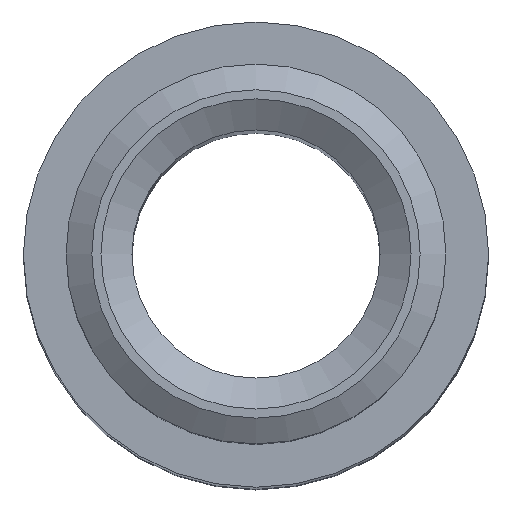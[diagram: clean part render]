
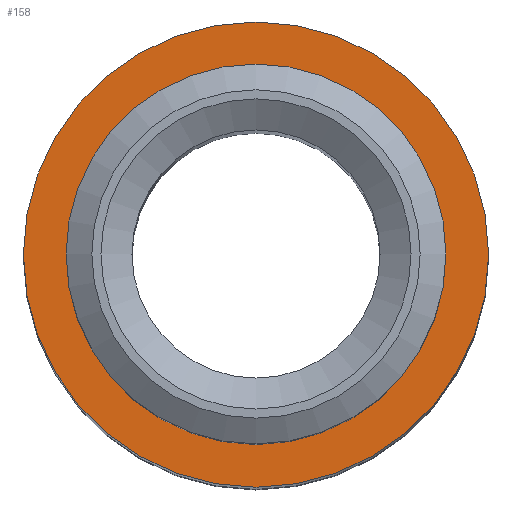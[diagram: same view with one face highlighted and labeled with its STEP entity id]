
A CAD part, top view. The second image highlights one B-rep face of the part: STEP entity #158.
In plain terms, the highlighted planar face has unit normal (0, 0, 1).
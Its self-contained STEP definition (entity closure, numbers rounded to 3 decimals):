
#20=PLANE('',#178);
#27=FACE_BOUND('',#59,.T.);
#41=FACE_OUTER_BOUND('',#58,.T.);
#58=EDGE_LOOP('',(#128));
#59=EDGE_LOOP('',(#129));
#83=CIRCLE('',#177,3.);
#84=CIRCLE('',#179,2.45);
#97=VERTEX_POINT('',#267);
#98=VERTEX_POINT('',#270);
#111=EDGE_CURVE('',#97,#97,#83,.T.);
#112=EDGE_CURVE('',#98,#98,#84,.T.);
#128=ORIENTED_EDGE('',*,*,#111,.T.);
#129=ORIENTED_EDGE('',*,*,#112,.F.);
#158=ADVANCED_FACE('',(#41,#27),#20,.T.);
#177=AXIS2_PLACEMENT_3D('',#268,#213,#214);
#178=AXIS2_PLACEMENT_3D('',#269,#215,#216);
#179=AXIS2_PLACEMENT_3D('',#271,#217,#218);
#213=DIRECTION('center_axis',(0.,0.,1.));
#214=DIRECTION('ref_axis',(1.,0.,0.));
#215=DIRECTION('center_axis',(0.,0.,1.));
#216=DIRECTION('ref_axis',(1.,0.,0.));
#217=DIRECTION('center_axis',(0.,0.,1.));
#218=DIRECTION('ref_axis',(1.,0.,0.));
#267=CARTESIAN_POINT('',(3.,0.,20.6));
#268=CARTESIAN_POINT('Origin',(0.,0.,20.6));
#269=CARTESIAN_POINT('Origin',(2.45,0.,20.6));
#270=CARTESIAN_POINT('',(2.45,0.,20.6));
#271=CARTESIAN_POINT('Origin',(0.,0.,20.6));
